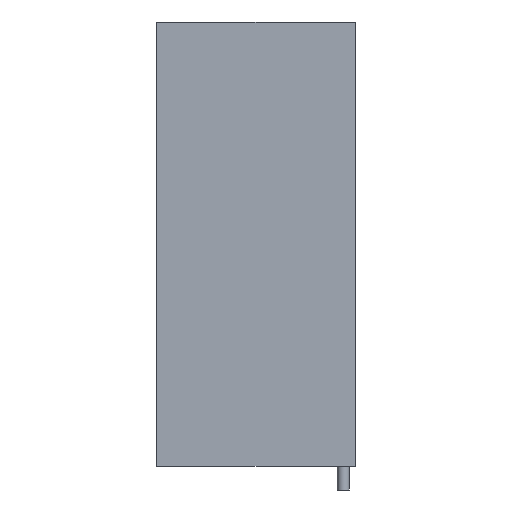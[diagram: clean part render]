
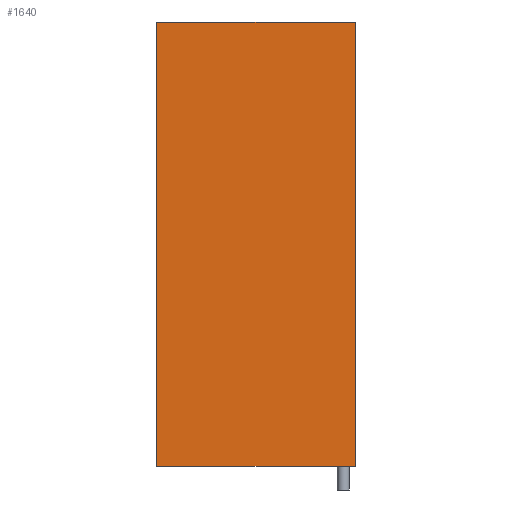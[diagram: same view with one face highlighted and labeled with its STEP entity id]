
A CAD part, front view. The second image highlights one B-rep face of the part: STEP entity #1640.
In plain terms, the highlighted planar face has unit normal (0, -1, 0).
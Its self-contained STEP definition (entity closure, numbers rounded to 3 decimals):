
#3 = DIRECTION ( 'NONE',  ( 0., 1., 0. ) ) ;
#37 = DIRECTION ( 'NONE',  ( 0., 0., -1. ) ) ;
#167 = CARTESIAN_POINT ( 'NONE',  ( 0., 0., 280. ) ) ;
#196 = EDGE_LOOP ( 'NONE', ( #493, #820, #1406, #1671 ) ) ;
#243 = EDGE_CURVE ( 'NONE', #338, #1700, #461, .T. ) ;
#251 = VECTOR ( 'NONE', #37, 1000. ) ;
#318 = CARTESIAN_POINT ( 'NONE',  ( 0., 0., 0. ) ) ;
#338 = VERTEX_POINT ( 'NONE', #732 ) ;
#347 = AXIS2_PLACEMENT_3D ( 'NONE', #167, #3, #725 ) ;
#351 = EDGE_CURVE ( 'NONE', #711, #1700, #1120, .T. ) ;
#420 = CARTESIAN_POINT ( 'NONE',  ( 0., 0., 280. ) ) ;
#461 = LINE ( 'NONE', #318, #1618 ) ;
#493 = ORIENTED_EDGE ( 'NONE', *, *, #243, .T. ) ;
#593 = DIRECTION ( 'NONE',  ( 1., 0., 0. ) ) ;
#689 = VERTEX_POINT ( 'NONE', #902 ) ;
#696 = FACE_OUTER_BOUND ( 'NONE', #196, .T. ) ;
#711 = VERTEX_POINT ( 'NONE', #1457 ) ;
#723 = CARTESIAN_POINT ( 'NONE',  ( 125., 0., 280. ) ) ;
#725 = DIRECTION ( 'NONE',  ( 0., 0., 1. ) ) ;
#732 = CARTESIAN_POINT ( 'NONE',  ( 0., 0., 0. ) ) ;
#747 = VECTOR ( 'NONE', #593, 1000. ) ;
#820 = ORIENTED_EDGE ( 'NONE', *, *, #351, .F. ) ;
#857 = EDGE_CURVE ( 'NONE', #689, #338, #1646, .T. ) ;
#881 = EDGE_CURVE ( 'NONE', #689, #711, #1296, .T. ) ;
#902 = CARTESIAN_POINT ( 'NONE',  ( 0., 0., 280. ) ) ;
#1120 = LINE ( 'NONE', #723, #1760 ) ;
#1127 = DIRECTION ( 'NONE',  ( 0., 0., -1. ) ) ;
#1296 = LINE ( 'NONE', #1424, #747 ) ;
#1398 = PLANE ( 'NONE',  #347 ) ;
#1406 = ORIENTED_EDGE ( 'NONE', *, *, #881, .F. ) ;
#1407 = DIRECTION ( 'NONE',  ( 1., 0., 0. ) ) ;
#1424 = CARTESIAN_POINT ( 'NONE',  ( 0., 0., 280. ) ) ;
#1457 = CARTESIAN_POINT ( 'NONE',  ( 125., 0., 280. ) ) ;
#1618 = VECTOR ( 'NONE', #1407, 1000. ) ;
#1640 = ADVANCED_FACE ( 'NONE', ( #696 ), #1398, .F. ) ;
#1646 = LINE ( 'NONE', #420, #251 ) ;
#1671 = ORIENTED_EDGE ( 'NONE', *, *, #857, .T. ) ;
#1678 = CARTESIAN_POINT ( 'NONE',  ( 125., 0., 0. ) ) ;
#1700 = VERTEX_POINT ( 'NONE', #1678 ) ;
#1760 = VECTOR ( 'NONE', #1127, 1000. ) ;
